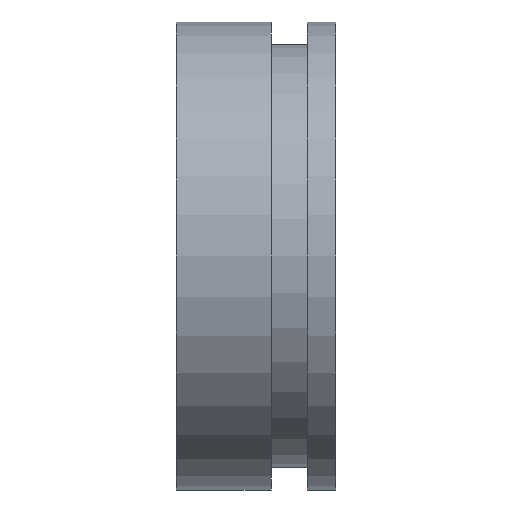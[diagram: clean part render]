
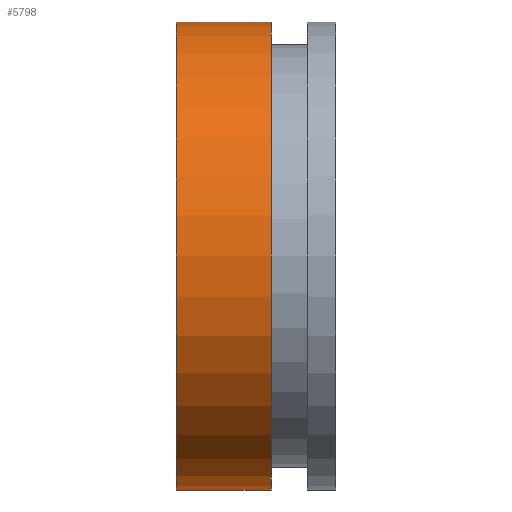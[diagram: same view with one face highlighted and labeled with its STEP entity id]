
A CAD part, front view. The second image highlights one B-rep face of the part: STEP entity #5798.
In plain terms, the highlighted cylindrical face has radius 20.575 mm (diameter 41.15 mm), a partial arc.
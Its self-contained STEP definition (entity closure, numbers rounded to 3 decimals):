
#266 = LINE ( 'NONE', #1708, #2868 ) ;
#300 = CARTESIAN_POINT ( 'NONE',  ( 8.34, 0., -20.575 ) ) ;
#539 = VERTEX_POINT ( 'NONE', #4506 ) ;
#574 = CIRCLE ( 'NONE', #1857, 20.575 ) ;
#773 = VERTEX_POINT ( 'NONE', #300 ) ;
#786 = VERTEX_POINT ( 'NONE', #6183 ) ;
#958 = VECTOR ( 'NONE', #3569, 1000. ) ;
#982 = AXIS2_PLACEMENT_3D ( 'NONE', #5915, #3953, #989 ) ;
#989 = DIRECTION ( 'NONE',  ( 0., 0., 1. ) ) ;
#991 = VERTEX_POINT ( 'NONE', #6260 ) ;
#1130 = CARTESIAN_POINT ( 'NONE',  ( -8.997, 0., -20.575 ) ) ;
#1386 = CARTESIAN_POINT ( 'NONE',  ( 0., 0., 0. ) ) ;
#1558 = CIRCLE ( 'NONE', #5272, 20.575 ) ;
#1708 = CARTESIAN_POINT ( 'NONE',  ( -8.997, 0., 20.575 ) ) ;
#1718 = ORIENTED_EDGE ( 'NONE', *, *, #1732, .T. ) ;
#1732 = EDGE_CURVE ( 'NONE', #773, #991, #574, .T. ) ;
#1746 = EDGE_LOOP ( 'NONE', ( #2260, #1718, #2163, #3241 ) ) ;
#1857 = AXIS2_PLACEMENT_3D ( 'NONE', #6337, #3405, #3922 ) ;
#2163 = ORIENTED_EDGE ( 'NONE', *, *, #3724, .T. ) ;
#2260 = ORIENTED_EDGE ( 'NONE', *, *, #2810, .F. ) ;
#2701 = DIRECTION ( 'NONE',  ( -1., 0., 0. ) ) ;
#2810 = EDGE_CURVE ( 'NONE', #773, #786, #3251, .T. ) ;
#2868 = VECTOR ( 'NONE', #2701, 1000. ) ;
#3119 = FACE_OUTER_BOUND ( 'NONE', #1746, .T. ) ;
#3185 = EDGE_CURVE ( 'NONE', #786, #539, #1558, .T. ) ;
#3241 = ORIENTED_EDGE ( 'NONE', *, *, #3185, .F. ) ;
#3251 = LINE ( 'NONE', #1130, #958 ) ;
#3345 = DIRECTION ( 'NONE',  ( 0., 0., 1. ) ) ;
#3405 = DIRECTION ( 'NONE',  ( -1., 0., 0. ) ) ;
#3569 = DIRECTION ( 'NONE',  ( -1., 0., 0. ) ) ;
#3724 = EDGE_CURVE ( 'NONE', #991, #539, #266, .T. ) ;
#3922 = DIRECTION ( 'NONE',  ( 0., 0., 1. ) ) ;
#3953 = DIRECTION ( 'NONE',  ( -1., 0., 0. ) ) ;
#4506 = CARTESIAN_POINT ( 'NONE',  ( 0., 0., 20.575 ) ) ;
#4680 = CYLINDRICAL_SURFACE ( 'NONE', #982, 20.575 ) ;
#4816 = DIRECTION ( 'NONE',  ( -1., 0., 0. ) ) ;
#5272 = AXIS2_PLACEMENT_3D ( 'NONE', #1386, #4816, #3345 ) ;
#5798 = ADVANCED_FACE ( 'NONE', ( #3119 ), #4680, .T. ) ;
#5915 = CARTESIAN_POINT ( 'NONE',  ( -8.997, 0., 0. ) ) ;
#6183 = CARTESIAN_POINT ( 'NONE',  ( 0., 0., -20.575 ) ) ;
#6260 = CARTESIAN_POINT ( 'NONE',  ( 8.34, 0., 20.575 ) ) ;
#6337 = CARTESIAN_POINT ( 'NONE',  ( 8.34, 0., 0. ) ) ;
